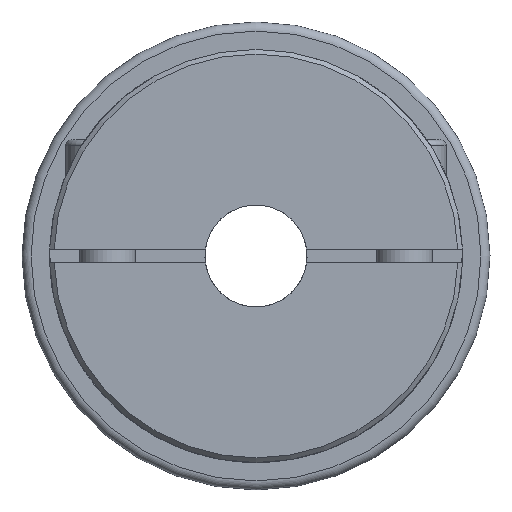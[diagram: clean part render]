
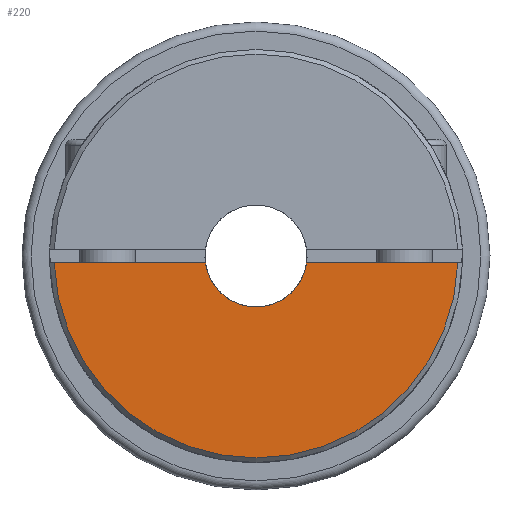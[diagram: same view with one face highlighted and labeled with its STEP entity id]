
A CAD part, left-side view. The second image highlights one B-rep face of the part: STEP entity #220.
In plain terms, the highlighted planar face has unit normal (-1, 0, 0).
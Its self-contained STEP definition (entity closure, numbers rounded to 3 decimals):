
#220 = ADVANCED_FACE( '', ( #584 ), #585, .F. );
#584 = FACE_OUTER_BOUND( '', #1163, .T. );
#585 = PLANE( '', #1164 );
#1163 = EDGE_LOOP( '', ( #1821, #1822, #1823, #1824 ) );
#1164 = AXIS2_PLACEMENT_3D( '', #1825, #1826, #1827 );
#1821 = ORIENTED_EDGE( '', *, *, #2925, .F. );
#1822 = ORIENTED_EDGE( '', *, *, #2926, .T. );
#1823 = ORIENTED_EDGE( '', *, *, #2927, .F. );
#1824 = ORIENTED_EDGE( '', *, *, #2928, .T. );
#1825 = CARTESIAN_POINT( '', ( -31.755, 0., 8. ) );
#1826 = DIRECTION( '', ( 1., 0., 0. ) );
#1827 = DIRECTION( '', ( 0., 0., 1. ) );
#2925 = EDGE_CURVE( '', #3422, #3423, #3424, .F. );
#2926 = EDGE_CURVE( '', #3422, #3425, #3426, .T. );
#2927 = EDGE_CURVE( '', #3427, #3425, #3428, .T. );
#2928 = EDGE_CURVE( '', #3427, #3423, #3429, .T. );
#3422 = VERTEX_POINT( '', #4185 );
#3423 = VERTEX_POINT( '', #4186 );
#3424 = CIRCLE( '', #4187, 11. );
#3425 = VERTEX_POINT( '', #4188 );
#3426 = LINE( '', #4189, #4190 );
#3427 = VERTEX_POINT( '', #4191 );
#3428 = CIRCLE( '', #4192, 43.5 );
#3429 = LINE( '', #4193, #4194 );
#4185 = CARTESIAN_POINT( '', ( -31.755, 10.897, -1.5 ) );
#4186 = CARTESIAN_POINT( '', ( -31.755, -10.897, -1.5 ) );
#4187 = AXIS2_PLACEMENT_3D( '', #5438, #5439, #5440 );
#4188 = CARTESIAN_POINT( '', ( -31.755, 43.474, -1.5 ) );
#4189 = CARTESIAN_POINT( '', ( -31.755, 0., -1.5 ) );
#4190 = VECTOR( '', #5441, 1000. );
#4191 = CARTESIAN_POINT( '', ( -31.755, -43.474, -1.5 ) );
#4192 = AXIS2_PLACEMENT_3D( '', #5442, #5443, #5444 );
#4193 = CARTESIAN_POINT( '', ( -31.755, 0., -1.5 ) );
#4194 = VECTOR( '', #5445, 1000. );
#5438 = CARTESIAN_POINT( '', ( -31.755, 0., 0. ) );
#5439 = DIRECTION( '', ( 1., 0., 0. ) );
#5440 = DIRECTION( '', ( 0., 0., -1. ) );
#5441 = DIRECTION( '', ( 0., 1., 0. ) );
#5442 = CARTESIAN_POINT( '', ( -31.755, 0., 0. ) );
#5443 = DIRECTION( '', ( 1., 0., 0. ) );
#5444 = DIRECTION( '', ( 0., 0., 1. ) );
#5445 = DIRECTION( '', ( 0., 1., 0. ) );
